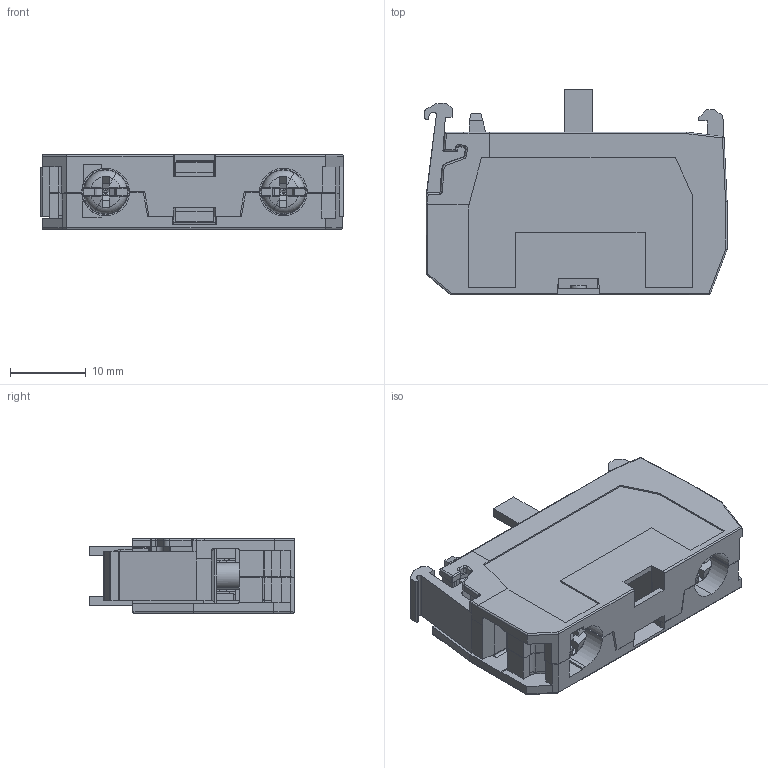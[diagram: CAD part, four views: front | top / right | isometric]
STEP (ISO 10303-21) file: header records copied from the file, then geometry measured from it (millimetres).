
FILE_DESCRIPTION(('CATIA V5 STEP Exchange'),'2;1');
FILE_NAME('33E10.stp','2012-02-20T09:23:38+00:00',('none'),('none'),'CATIA Version 5 Release 19 SP 5 (IN-10)','CATIA V5 STEP AP214','none');
FILE_SCHEMA(('AUTOMOTIVE_DESIGN { 1 0 10303 214 1 1 1 1 }'));
Length unit declared in the file: millimetre
Products named in the file (8): 33E10; 090717000; 016596000; 127013000; 032161000; 097449000; 024024001; 126396000
Assembly tree (10 placements, depth 2):
  33E10
    090717000
    016596000
    127013000  x2
    032161000  x2
    097449000  x2
    024024001
    126396000
Bounding box: 39.95 x 27.2 x 9.9 mm (x, y, z)
Volume: 5871.3 mm3; surface area: 9047.6 mm2
Topology: 10 solids, 10 shells, 1807 faces, 5118 edges, 3344 vertices
Faces by surface type: plane 1503, cylinder 198, cone 53, torus 37, sphere 14, bspline 2
Entity records: 48946 total; most frequent: CARTESIAN_POINT 10038, ORIENTED_EDGE 7176, DIRECTION 4946, EDGE_CURVE 3588, VECTOR 2708, LINE 2708, VERTEX_POINT 2349, AXIS2_PLACEMENT_3D 1343
